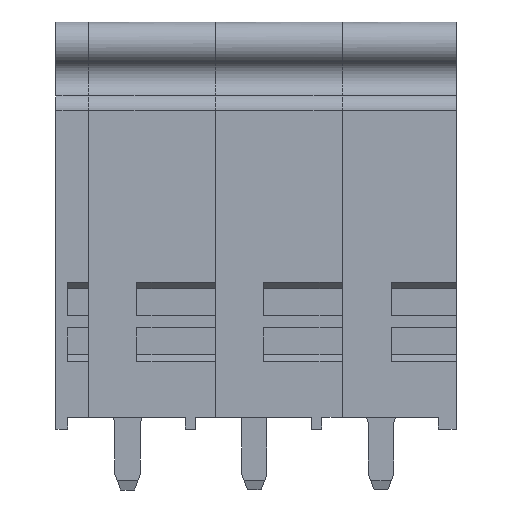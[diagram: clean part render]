
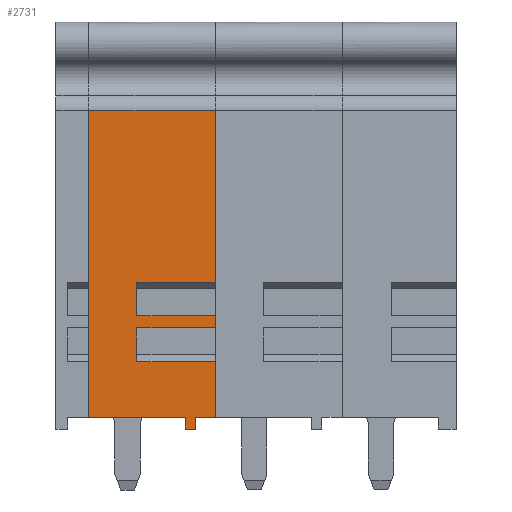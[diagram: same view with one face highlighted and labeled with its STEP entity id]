
A CAD part, front view. The second image highlights one B-rep face of the part: STEP entity #2731.
In plain terms, the highlighted planar face has unit normal (0, -1, 0).
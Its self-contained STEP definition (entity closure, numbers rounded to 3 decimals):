
#2731 = ADVANCED_FACE( '', ( #5974 ), #5975, .F. );
#5974 = FACE_OUTER_BOUND( '', #10861, .T. );
#5975 = PLANE( '', #10862 );
#10861 = EDGE_LOOP( '', ( #18392, #18393, #18394, #18395, #18396, #18397, #18398, #18399, #18400, #18401, #18402, #18403, #18404, #18405, #18406, #18407 ) );
#10862 = AXIS2_PLACEMENT_3D( '', #18408, #18409, #18410 );
#18392 = ORIENTED_EDGE( '', *, *, #26149, .T. );
#18393 = ORIENTED_EDGE( '', *, *, #26808, .F. );
#18394 = ORIENTED_EDGE( '', *, *, #26809, .T. );
#18395 = ORIENTED_EDGE( '', *, *, #26810, .T. );
#18396 = ORIENTED_EDGE( '', *, *, #25576, .F. );
#18397 = ORIENTED_EDGE( '', *, *, #26811, .F. );
#18398 = ORIENTED_EDGE( '', *, *, #25474, .T. );
#18399 = ORIENTED_EDGE( '', *, *, #26812, .T. );
#18400 = ORIENTED_EDGE( '', *, *, #26813, .F. );
#18401 = ORIENTED_EDGE( '', *, *, #24502, .T. );
#18402 = ORIENTED_EDGE( '', *, *, #26814, .T. );
#18403 = ORIENTED_EDGE( '', *, *, #24242, .F. );
#18404 = ORIENTED_EDGE( '', *, *, #26815, .F. );
#18405 = ORIENTED_EDGE( '', *, *, #26816, .F. );
#18406 = ORIENTED_EDGE( '', *, *, #26817, .T. );
#18407 = ORIENTED_EDGE( '', *, *, #26818, .T. );
#18408 = CARTESIAN_POINT( '', ( 0.6, -9.925, 11.755 ) );
#18409 = DIRECTION( '', ( 0., 1., 0. ) );
#18410 = DIRECTION( '', ( 0., 0., 1. ) );
#24242 = EDGE_CURVE( '', #28919, #28914, #28921, .T. );
#24502 = EDGE_CURVE( '', #29383, #29381, #29384, .T. );
#25474 = EDGE_CURVE( '', #31015, #31013, #31016, .T. );
#25576 = EDGE_CURVE( '', #31186, #31188, #31189, .T. );
#26149 = EDGE_CURVE( '', #32067, #32068, #32069, .T. );
#26808 = EDGE_CURVE( '', #33008, #32068, #33009, .T. );
#26809 = EDGE_CURVE( '', #33008, #33010, #33011, .T. );
#26810 = EDGE_CURVE( '', #33010, #31188, #33012, .T. );
#26811 = EDGE_CURVE( '', #31015, #31186, #33013, .T. );
#26812 = EDGE_CURVE( '', #31013, #33014, #33015, .T. );
#26813 = EDGE_CURVE( '', #29383, #33014, #33016, .T. );
#26814 = EDGE_CURVE( '', #29381, #28914, #33017, .T. );
#26815 = EDGE_CURVE( '', #33018, #28919, #33019, .T. );
#26816 = EDGE_CURVE( '', #33020, #33018, #33021, .T. );
#26817 = EDGE_CURVE( '', #33020, #33022, #33023, .T. );
#26818 = EDGE_CURVE( '', #33022, #32067, #33024, .T. );
#28914 = VERTEX_POINT( '', #35646 );
#28919 = VERTEX_POINT( '', #35653 );
#28921 = LINE( '', #35656, #35657 );
#29381 = VERTEX_POINT( '', #36305 );
#29383 = VERTEX_POINT( '', #36308 );
#29384 = LINE( '', #36309, #36310 );
#31013 = VERTEX_POINT( '', #38641 );
#31015 = VERTEX_POINT( '', #38643 );
#31016 = LINE( '', #38644, #38645 );
#31186 = VERTEX_POINT( '', #38865 );
#31188 = VERTEX_POINT( '', #38868 );
#31189 = LINE( '', #38869, #38870 );
#32067 = VERTEX_POINT( '', #40180 );
#32068 = VERTEX_POINT( '', #40181 );
#32069 = LINE( '', #40182, #40183 );
#33008 = VERTEX_POINT( '', #41547 );
#33009 = LINE( '', #41548, #41549 );
#33010 = VERTEX_POINT( '', #41550 );
#33011 = LINE( '', #41551, #41552 );
#33012 = LINE( '', #41553, #41554 );
#33013 = LINE( '', #41555, #41556 );
#33014 = VERTEX_POINT( '', #41557 );
#33015 = LINE( '', #41558, #41559 );
#33016 = LINE( '', #41560, #41561 );
#33017 = LINE( '', #41562, #41563 );
#33018 = VERTEX_POINT( '', #41564 );
#33019 = LINE( '', #41565, #41566 );
#33020 = VERTEX_POINT( '', #41567 );
#33021 = LINE( '', #41568, #41569 );
#33022 = VERTEX_POINT( '', #41570 );
#33023 = LINE( '', #41571, #41572 );
#33024 = LINE( '', #41573, #41574 );
#35646 = CARTESIAN_POINT( '', ( 0., -9.925, -7.085 ) );
#35653 = CARTESIAN_POINT( '', ( 0.6, -9.925, -7.085 ) );
#35656 = CARTESIAN_POINT( '', ( 0.6, -9.925, -7.085 ) );
#35657 = VECTOR( '', #44235, 1000. );
#36305 = CARTESIAN_POINT( '', ( 0., -9.925, -6.385 ) );
#36308 = CARTESIAN_POINT( '', ( -5.7, -9.925, -6.385 ) );
#36309 = CARTESIAN_POINT( '', ( -5.7, -9.925, -6.385 ) );
#36310 = VECTOR( '', #44564, 1000. );
#38641 = CARTESIAN_POINT( '', ( 1.8, -9.925, 11.755 ) );
#38643 = CARTESIAN_POINT( '', ( 1.8, -9.925, 1.615 ) );
#38644 = CARTESIAN_POINT( '', ( 1.8, -9.925, 11.755 ) );
#38645 = VECTOR( '', #45797, 1000. );
#38865 = CARTESIAN_POINT( '', ( -2.85, -9.925, 1.615 ) );
#38868 = CARTESIAN_POINT( '', ( -2.85, -9.925, -0.385 ) );
#38869 = CARTESIAN_POINT( '', ( -2.85, -9.925, 1.615 ) );
#38870 = VECTOR( '', #45957, 1000. );
#40180 = CARTESIAN_POINT( '', ( -2.85, -9.925, -3.085 ) );
#40181 = CARTESIAN_POINT( '', ( -2.85, -9.925, -1.085 ) );
#40182 = CARTESIAN_POINT( '', ( -2.85, -9.925, -3.085 ) );
#40183 = VECTOR( '', #46598, 1000. );
#41547 = CARTESIAN_POINT( '', ( 1.8, -9.925, -1.085 ) );
#41548 = CARTESIAN_POINT( '', ( 1.8, -9.925, -1.085 ) );
#41549 = VECTOR( '', #47341, 1000. );
#41550 = CARTESIAN_POINT( '', ( 1.8, -9.925, -0.385 ) );
#41551 = CARTESIAN_POINT( '', ( 1.8, -9.925, -0.385 ) );
#41552 = VECTOR( '', #47342, 1000. );
#41553 = CARTESIAN_POINT( '', ( 1.8, -9.925, -0.385 ) );
#41554 = VECTOR( '', #47343, 1000. );
#41555 = CARTESIAN_POINT( '', ( 1.8, -9.925, 1.615 ) );
#41556 = VECTOR( '', #47344, 1000. );
#41557 = CARTESIAN_POINT( '', ( -5.7, -9.925, 11.755 ) );
#41558 = CARTESIAN_POINT( '', ( 0.6, -9.925, 11.755 ) );
#41559 = VECTOR( '', #47345, 1000. );
#41560 = CARTESIAN_POINT( '', ( -5.7, -9.925, -6.385 ) );
#41561 = VECTOR( '', #47346, 1000. );
#41562 = CARTESIAN_POINT( '', ( 0., -9.925, 11.755 ) );
#41563 = VECTOR( '', #47347, 1000. );
#41564 = CARTESIAN_POINT( '', ( 0.6, -9.925, -6.385 ) );
#41565 = CARTESIAN_POINT( '', ( 0.6, -9.925, 11.755 ) );
#41566 = VECTOR( '', #47348, 1000. );
#41567 = CARTESIAN_POINT( '', ( 1.8, -9.925, -6.385 ) );
#41568 = CARTESIAN_POINT( '', ( 1.8, -9.925, -6.385 ) );
#41569 = VECTOR( '', #47349, 1000. );
#41570 = CARTESIAN_POINT( '', ( 1.8, -9.925, -3.085 ) );
#41571 = CARTESIAN_POINT( '', ( 1.8, -9.925, -3.085 ) );
#41572 = VECTOR( '', #47350, 1000. );
#41573 = CARTESIAN_POINT( '', ( 1.8, -9.925, -3.085 ) );
#41574 = VECTOR( '', #47351, 1000. );
#44235 = DIRECTION( '', ( -1., 0., 0. ) );
#44564 = DIRECTION( '', ( 1., 0., 0. ) );
#45797 = DIRECTION( '', ( 0., 0., 1. ) );
#45957 = DIRECTION( '', ( 0., 0., -1. ) );
#46598 = DIRECTION( '', ( 0., 0., 1. ) );
#47341 = DIRECTION( '', ( -1., 0., 0. ) );
#47342 = DIRECTION( '', ( 0., 0., 1. ) );
#47343 = DIRECTION( '', ( -1., 0., 0. ) );
#47344 = DIRECTION( '', ( -1., 0., 0. ) );
#47345 = DIRECTION( '', ( -1., 0., 0. ) );
#47346 = DIRECTION( '', ( 0., 0., 1. ) );
#47347 = DIRECTION( '', ( 0., 0., -1. ) );
#47348 = DIRECTION( '', ( 0., 0., -1. ) );
#47349 = DIRECTION( '', ( -1., 0., 0. ) );
#47350 = DIRECTION( '', ( 0., 0., 1. ) );
#47351 = DIRECTION( '', ( -1., 0., 0. ) );
